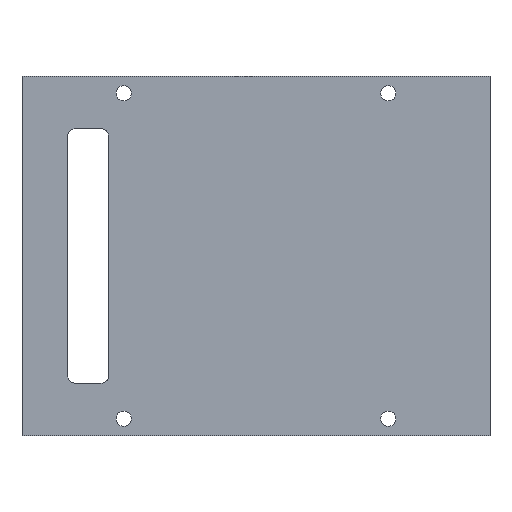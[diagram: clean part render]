
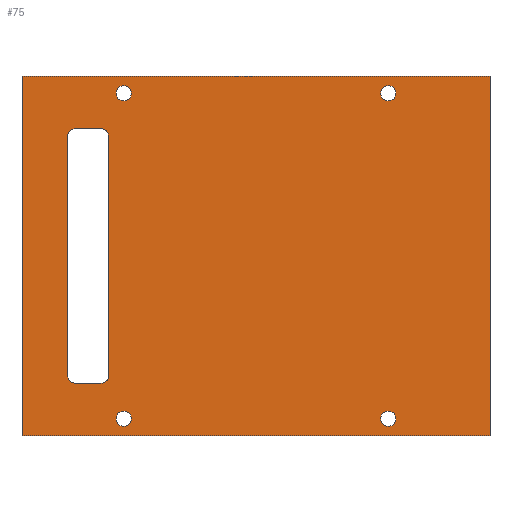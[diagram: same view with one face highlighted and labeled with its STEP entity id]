
A CAD part, top view. The second image highlights one B-rep face of the part: STEP entity #75.
In plain terms, the highlighted planar face has unit normal (0, 0, 1).
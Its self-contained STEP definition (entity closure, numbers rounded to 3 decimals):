
#75 = ADVANCED_FACE( '', ( #94, #95, #96, #97, #98, #99 ), #100, .T. );
#94 = FACE_BOUND( '', #144, .T. );
#95 = FACE_BOUND( '', #145, .T. );
#96 = FACE_OUTER_BOUND( '', #146, .T. );
#97 = FACE_BOUND( '', #147, .T. );
#98 = FACE_BOUND( '', #148, .T. );
#99 = FACE_BOUND( '', #149, .T. );
#100 = PLANE( '', #150 );
#144 = EDGE_LOOP( '', ( #194 ) );
#145 = EDGE_LOOP( '', ( #195 ) );
#146 = EDGE_LOOP( '', ( #196, #197, #198, #199 ) );
#147 = EDGE_LOOP( '', ( #200 ) );
#148 = EDGE_LOOP( '', ( #201 ) );
#149 = EDGE_LOOP( '', ( #202, #203, #204, #205, #206, #207, #208, #209 ) );
#150 = AXIS2_PLACEMENT_3D( '', #210, #211, #212 );
#194 = ORIENTED_EDGE( '', *, *, #336, .T. );
#195 = ORIENTED_EDGE( '', *, *, #337, .T. );
#196 = ORIENTED_EDGE( '', *, *, #338, .T. );
#197 = ORIENTED_EDGE( '', *, *, #339, .T. );
#198 = ORIENTED_EDGE( '', *, *, #340, .T. );
#199 = ORIENTED_EDGE( '', *, *, #341, .T. );
#200 = ORIENTED_EDGE( '', *, *, #342, .T. );
#201 = ORIENTED_EDGE( '', *, *, #343, .T. );
#202 = ORIENTED_EDGE( '', *, *, #344, .T. );
#203 = ORIENTED_EDGE( '', *, *, #345, .T. );
#204 = ORIENTED_EDGE( '', *, *, #346, .T. );
#205 = ORIENTED_EDGE( '', *, *, #347, .T. );
#206 = ORIENTED_EDGE( '', *, *, #348, .T. );
#207 = ORIENTED_EDGE( '', *, *, #349, .T. );
#208 = ORIENTED_EDGE( '', *, *, #350, .T. );
#209 = ORIENTED_EDGE( '', *, *, #351, .T. );
#210 = CARTESIAN_POINT( '', ( -35.611, 80.824, 10. ) );
#211 = DIRECTION( '', ( 0., 0., 1. ) );
#212 = DIRECTION( '', ( 1., 0., 0. ) );
#336 = EDGE_CURVE( '', #380, #380, #381, .F. );
#337 = EDGE_CURVE( '', #382, #382, #383, .F. );
#338 = EDGE_CURVE( '', #384, #385, #386, .T. );
#339 = EDGE_CURVE( '', #385, #387, #388, .T. );
#340 = EDGE_CURVE( '', #387, #389, #390, .T. );
#341 = EDGE_CURVE( '', #389, #384, #391, .T. );
#342 = EDGE_CURVE( '', #392, #392, #393, .F. );
#343 = EDGE_CURVE( '', #394, #394, #395, .F. );
#344 = EDGE_CURVE( '', #396, #397, #398, .T. );
#345 = EDGE_CURVE( '', #397, #399, #400, .F. );
#346 = EDGE_CURVE( '', #399, #401, #402, .T. );
#347 = EDGE_CURVE( '', #401, #403, #404, .F. );
#348 = EDGE_CURVE( '', #403, #405, #406, .T. );
#349 = EDGE_CURVE( '', #405, #407, #408, .F. );
#350 = EDGE_CURVE( '', #407, #409, #410, .T. );
#351 = EDGE_CURVE( '', #409, #396, #411, .F. );
#380 = VERTEX_POINT( '', #456 );
#381 = CIRCLE( '', #457, 2.25 );
#382 = VERTEX_POINT( '', #458 );
#383 = CIRCLE( '', #459, 2.25 );
#384 = VERTEX_POINT( '', #460 );
#385 = VERTEX_POINT( '', #461 );
#386 = LINE( '', #462, #463 );
#387 = VERTEX_POINT( '', #464 );
#388 = LINE( '', #465, #466 );
#389 = VERTEX_POINT( '', #467 );
#390 = LINE( '', #468, #469 );
#391 = LINE( '', #470, #471 );
#392 = VERTEX_POINT( '', #472 );
#393 = CIRCLE( '', #473, 2.25 );
#394 = VERTEX_POINT( '', #474 );
#395 = CIRCLE( '', #475, 2.25 );
#396 = VERTEX_POINT( '', #476 );
#397 = VERTEX_POINT( '', #477 );
#398 = LINE( '', #478, #479 );
#399 = VERTEX_POINT( '', #480 );
#400 = ELLIPSE( '', #481, 3.062, 2.5 );
#401 = VERTEX_POINT( '', #482 );
#402 = LINE( '', #483, #484 );
#403 = VERTEX_POINT( '', #485 );
#404 = ELLIPSE( '', #486, 3.062, 2.5 );
#405 = VERTEX_POINT( '', #487 );
#406 = LINE( '', #488, #489 );
#407 = VERTEX_POINT( '', #490 );
#408 = ELLIPSE( '', #491, 3.062, 2.5 );
#409 = VERTEX_POINT( '', #492 );
#410 = LINE( '', #493, #494 );
#411 = ELLIPSE( '', #495, 3.062, 2.5 );
#456 = CARTESIAN_POINT( '', ( -3.361, 75.824, 10. ) );
#457 = AXIS2_PLACEMENT_3D( '', #560, #561, #562 );
#458 = CARTESIAN_POINT( '', ( 74.639, -20.176, 10. ) );
#459 = AXIS2_PLACEMENT_3D( '', #563, #564, #565 );
#460 = CARTESIAN_POINT( '', ( 102.389, 80.824, 10. ) );
#461 = CARTESIAN_POINT( '', ( -35.611, 80.824, 10. ) );
#462 = CARTESIAN_POINT( '', ( 102.389, 80.824, 10. ) );
#463 = VECTOR( '', #566, 1000. );
#464 = CARTESIAN_POINT( '', ( -35.611, -25.176, 10. ) );
#465 = CARTESIAN_POINT( '', ( -35.611, 80.824, 10. ) );
#466 = VECTOR( '', #567, 1000. );
#467 = CARTESIAN_POINT( '', ( 102.389, -25.176, 10. ) );
#468 = CARTESIAN_POINT( '', ( -35.611, -25.176, 10. ) );
#469 = VECTOR( '', #568, 1000. );
#470 = CARTESIAN_POINT( '', ( 102.389, -25.176, 10. ) );
#471 = VECTOR( '', #569, 1000. );
#472 = CARTESIAN_POINT( '', ( -3.361, -20.176, 10. ) );
#473 = AXIS2_PLACEMENT_3D( '', #570, #571, #572 );
#474 = CARTESIAN_POINT( '', ( 74.639, 75.824, 10. ) );
#475 = AXIS2_PLACEMENT_3D( '', #573, #574, #575 );
#476 = CARTESIAN_POINT( '', ( -10.111, 63.088, 10. ) );
#477 = CARTESIAN_POINT( '', ( -10.111, -7.44, 10. ) );
#478 = CARTESIAN_POINT( '', ( -10.111, 80.824, 10. ) );
#479 = VECTOR( '', #576, 1000. );
#480 = CARTESIAN_POINT( '', ( -12.347, -9.676, 10. ) );
#481 = AXIS2_PLACEMENT_3D( '', #577, #578, #579 );
#482 = CARTESIAN_POINT( '', ( -19.875, -9.676, 10. ) );
#483 = CARTESIAN_POINT( '', ( -35.611, -9.676, 10. ) );
#484 = VECTOR( '', #580, 1000. );
#485 = CARTESIAN_POINT( '', ( -22.111, -7.44, 10. ) );
#486 = AXIS2_PLACEMENT_3D( '', #581, #582, #583 );
#487 = CARTESIAN_POINT( '', ( -22.111, 63.088, 10. ) );
#488 = CARTESIAN_POINT( '', ( -22.111, 80.824, 10. ) );
#489 = VECTOR( '', #584, 1000. );
#490 = CARTESIAN_POINT( '', ( -19.875, 65.324, 10. ) );
#491 = AXIS2_PLACEMENT_3D( '', #585, #586, #587 );
#492 = CARTESIAN_POINT( '', ( -12.347, 65.324, 10. ) );
#493 = CARTESIAN_POINT( '', ( -35.611, 65.324, 10. ) );
#494 = VECTOR( '', #588, 1000. );
#495 = AXIS2_PLACEMENT_3D( '', #589, #590, #591 );
#560 = CARTESIAN_POINT( '', ( -5.611, 75.824, 10. ) );
#561 = DIRECTION( '', ( 0., 0., 1. ) );
#562 = DIRECTION( '', ( 1., 0., 0. ) );
#563 = CARTESIAN_POINT( '', ( 72.389, -20.176, 10. ) );
#564 = DIRECTION( '', ( 0., 0., 1. ) );
#565 = DIRECTION( '', ( 1., 0., 0. ) );
#566 = DIRECTION( '', ( -1., 0., 0. ) );
#567 = DIRECTION( '', ( 0., -1., 0. ) );
#568 = DIRECTION( '', ( 1., 0., 0. ) );
#569 = DIRECTION( '', ( 0., 1., 0. ) );
#570 = CARTESIAN_POINT( '', ( -5.611, -20.176, 10. ) );
#571 = DIRECTION( '', ( 0., 0., 1. ) );
#572 = DIRECTION( '', ( 1., 0., 0. ) );
#573 = CARTESIAN_POINT( '', ( 72.389, 75.824, 10. ) );
#574 = DIRECTION( '', ( 0., 0., 1. ) );
#575 = DIRECTION( '', ( 1., 0., 0. ) );
#576 = DIRECTION( '', ( 0., -1., 0. ) );
#577 = CARTESIAN_POINT( '', ( -12.906, -6.881, 10. ) );
#578 = DIRECTION( '', ( 0., 0., 1. ) );
#579 = DIRECTION( '', ( 0.707, -0.707, 0. ) );
#580 = DIRECTION( '', ( -1., 0., 0. ) );
#581 = CARTESIAN_POINT( '', ( -19.316, -6.881, 10. ) );
#582 = DIRECTION( '', ( 0., 0., 1. ) );
#583 = DIRECTION( '', ( 0.707, 0.707, 0. ) );
#584 = DIRECTION( '', ( 0., 1., 0. ) );
#585 = CARTESIAN_POINT( '', ( -19.316, 62.529, 10. ) );
#586 = DIRECTION( '', ( 0., 0., 1. ) );
#587 = DIRECTION( '', ( 0.707, -0.707, 0. ) );
#588 = DIRECTION( '', ( 1., 0., 0. ) );
#589 = CARTESIAN_POINT( '', ( -12.906, 62.529, 10. ) );
#590 = DIRECTION( '', ( 0., 0., 1. ) );
#591 = DIRECTION( '', ( 0.707, 0.707, 0. ) );
